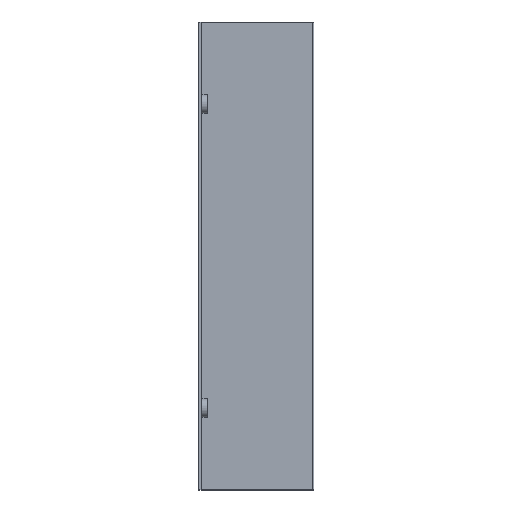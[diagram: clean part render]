
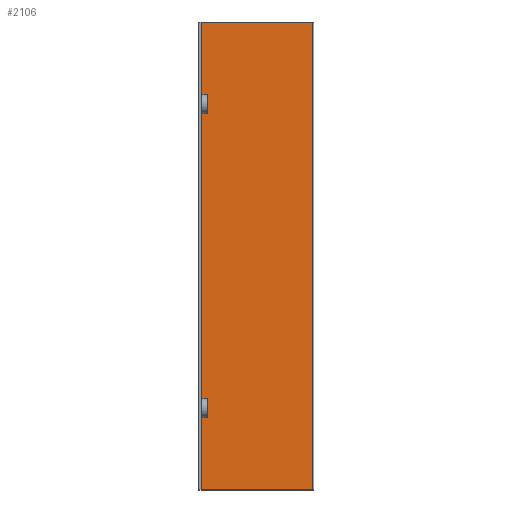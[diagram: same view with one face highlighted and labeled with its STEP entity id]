
A CAD part, front view. The second image highlights one B-rep face of the part: STEP entity #2106.
In plain terms, the highlighted planar face has unit normal (0, -1, 0).
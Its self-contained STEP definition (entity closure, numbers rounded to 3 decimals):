
#566=ORIENTED_EDGE('',*,*,#1042,.T.);
#567=ORIENTED_EDGE('',*,*,#984,.T.);
#568=ORIENTED_EDGE('',*,*,#1043,.F.);
#569=ORIENTED_EDGE('',*,*,#1044,.F.);
#570=ORIENTED_EDGE('',*,*,#873,.F.);
#571=ORIENTED_EDGE('',*,*,#1045,.T.);
#572=ORIENTED_EDGE('',*,*,#1046,.T.);
#573=ORIENTED_EDGE('',*,*,#1047,.T.);
#574=ORIENTED_EDGE('',*,*,#869,.F.);
#575=ORIENTED_EDGE('',*,*,#1048,.F.);
#576=ORIENTED_EDGE('',*,*,#1049,.T.);
#577=ORIENTED_EDGE('',*,*,#996,.T.);
#578=ORIENTED_EDGE('',*,*,#1050,.F.);
#579=ORIENTED_EDGE('',*,*,#1051,.F.);
#580=ORIENTED_EDGE('',*,*,#865,.F.);
#581=ORIENTED_EDGE('',*,*,#1007,.F.);
#582=ORIENTED_EDGE('',*,*,#1052,.T.);
#583=ORIENTED_EDGE('',*,*,#1003,.T.);
#584=ORIENTED_EDGE('',*,*,#1053,.F.);
#585=ORIENTED_EDGE('',*,*,#1005,.F.);
#586=ORIENTED_EDGE('',*,*,#877,.F.);
#587=ORIENTED_EDGE('',*,*,#1054,.F.);
#865=EDGE_CURVE('',#1168,#1169,#1338,.T.);
#869=EDGE_CURVE('',#1172,#1173,#1342,.T.);
#873=EDGE_CURVE('',#1176,#1177,#1346,.T.);
#877=EDGE_CURVE('',#1180,#1181,#1350,.T.);
#984=EDGE_CURVE('',#1184,#1234,#1428,.F.);
#996=EDGE_CURVE('',#1146,#1237,#1433,.F.);
#1003=EDGE_CURVE('',#1188,#1242,#1436,.F.);
#1005=EDGE_CURVE('',#1181,#1246,#1438,.T.);
#1007=EDGE_CURVE('',#1247,#1168,#1440,.T.);
#1042=EDGE_CURVE('',#1281,#1184,#1471,.T.);
#1043=EDGE_CURVE('',#1282,#1234,#1472,.T.);
#1044=EDGE_CURVE('',#1177,#1282,#1473,.T.);
#1045=EDGE_CURVE('',#1176,#1283,#1474,.T.);
#1046=EDGE_CURVE('',#1283,#1284,#1475,.T.);
#1047=EDGE_CURVE('',#1284,#1173,#1476,.F.);
#1048=EDGE_CURVE('',#1285,#1172,#1477,.T.);
#1049=EDGE_CURVE('',#1285,#1146,#1478,.T.);
#1050=EDGE_CURVE('',#1286,#1237,#1479,.T.);
#1051=EDGE_CURVE('',#1169,#1286,#1480,.T.);
#1052=EDGE_CURVE('',#1247,#1188,#1481,.T.);
#1053=EDGE_CURVE('',#1246,#1242,#1482,.T.);
#1054=EDGE_CURVE('',#1281,#1180,#1483,.T.);
#1146=VERTEX_POINT('',#3107);
#1168=VERTEX_POINT('',#3153);
#1169=VERTEX_POINT('',#3155);
#1172=VERTEX_POINT('',#3161);
#1173=VERTEX_POINT('',#3163);
#1176=VERTEX_POINT('',#3169);
#1177=VERTEX_POINT('',#3171);
#1180=VERTEX_POINT('',#3177);
#1181=VERTEX_POINT('',#3179);
#1184=VERTEX_POINT('',#3186);
#1188=VERTEX_POINT('',#3195);
#1234=VERTEX_POINT('',#3303);
#1237=VERTEX_POINT('',#3313);
#1242=VERTEX_POINT('',#3332);
#1246=VERTEX_POINT('',#3428);
#1247=VERTEX_POINT('',#3432);
#1281=VERTEX_POINT('',#3505);
#1282=VERTEX_POINT('',#3507);
#1283=VERTEX_POINT('',#3510);
#1284=VERTEX_POINT('',#3512);
#1285=VERTEX_POINT('',#3515);
#1286=VERTEX_POINT('',#3518);
#1338=LINE('',#3154,#1531);
#1342=LINE('',#3162,#1535);
#1346=LINE('',#3170,#1539);
#1350=LINE('',#3178,#1543);
#1428=LINE('',#3391,#1621);
#1433=LINE('',#3410,#1626);
#1436=LINE('',#3421,#1629);
#1438=LINE('',#3427,#1631);
#1440=LINE('',#3431,#1633);
#1471=LINE('',#3504,#1664);
#1472=LINE('',#3506,#1665);
#1473=LINE('',#3508,#1666);
#1474=LINE('',#3509,#1667);
#1475=LINE('',#3511,#1668);
#1476=LINE('',#3513,#1669);
#1477=LINE('',#3514,#1670);
#1478=LINE('',#3516,#1671);
#1479=LINE('',#3517,#1672);
#1480=LINE('',#3519,#1673);
#1481=LINE('',#3520,#1674);
#1482=LINE('',#3521,#1675);
#1483=LINE('',#3522,#1676);
#1531=VECTOR('',#2471,1000.);
#1535=VECTOR('',#2475,1000.);
#1539=VECTOR('',#2479,1000.);
#1543=VECTOR('',#2483,1000.);
#1621=VECTOR('',#2703,1000.);
#1626=VECTOR('',#2736,1000.);
#1629=VECTOR('',#2755,1000.);
#1631=VECTOR('',#2763,1000.);
#1633=VECTOR('',#2767,1000.);
#1664=VECTOR('',#2814,1000.);
#1665=VECTOR('',#2815,1000.);
#1666=VECTOR('',#2816,1000.);
#1667=VECTOR('',#2817,1000.);
#1668=VECTOR('',#2818,1000.);
#1669=VECTOR('',#2819,1000.);
#1670=VECTOR('',#2820,1000.);
#1671=VECTOR('',#2821,1000.);
#1672=VECTOR('',#2822,1000.);
#1673=VECTOR('',#2823,1000.);
#1674=VECTOR('',#2824,1000.);
#1675=VECTOR('',#2825,1000.);
#1676=VECTOR('',#2826,1000.);
#1777=EDGE_LOOP('',(#566,#567,#568,#569,#570,#571,#572,#573,#574,#575,#576,
#577,#578,#579,#580,#581,#582,#583,#584,#585,#586,#587));
#1924=FACE_BOUND('',#1777,.T.);
#2024=PLANE('',#2312);
#2106=ADVANCED_FACE('',(#1924),#2024,.T.);
#2312=AXIS2_PLACEMENT_3D('',#3503,#2812,#2813);
#2471=DIRECTION('',(0.,0.,1.));
#2475=DIRECTION('',(0.,0.,1.));
#2479=DIRECTION('',(0.,0.,1.));
#2483=DIRECTION('',(0.,0.,1.));
#2703=DIRECTION('',(0.,0.,1.));
#2736=DIRECTION('',(0.,0.,1.));
#2755=DIRECTION('',(0.,0.,1.));
#2763=DIRECTION('',(0.,0.,1.));
#2767=DIRECTION('',(0.,0.,1.));
#2812=DIRECTION('',(0.,-1.,0.));
#2813=DIRECTION('',(1.,0.,0.));
#2814=DIRECTION('',(-1.,0.,0.));
#2815=DIRECTION('',(-1.,0.,0.));
#2816=DIRECTION('',(0.,0.,1.));
#2817=DIRECTION('',(1.,0.,0.));
#2818=DIRECTION('',(0.,0.,1.));
#2819=DIRECTION('',(1.,0.,0.));
#2820=DIRECTION('',(0.,0.,1.));
#2821=DIRECTION('',(-1.,0.,0.));
#2822=DIRECTION('',(-1.,0.,0.));
#2823=DIRECTION('',(0.,0.,1.));
#2824=DIRECTION('',(-1.,0.,0.));
#2825=DIRECTION('',(-1.,0.,0.));
#2826=DIRECTION('',(0.,0.,1.));
#3107=CARTESIAN_POINT('',(2.7,13.8,170.));
#3153=CARTESIAN_POINT('',(3.,13.8,5.5));
#3154=CARTESIAN_POINT('',(3.,13.8,-200.));
#3155=CARTESIAN_POINT('',(3.,13.8,159.5));
#3161=CARTESIAN_POINT('',(3.,13.8,170.5));
#3162=CARTESIAN_POINT('',(3.,13.8,-200.));
#3163=CARTESIAN_POINT('',(3.,13.8,199.7));
#3169=CARTESIAN_POINT('',(3.,13.8,-199.7));
#3170=CARTESIAN_POINT('',(3.,13.8,-200.));
#3171=CARTESIAN_POINT('',(3.,13.8,-170.5));
#3177=CARTESIAN_POINT('',(3.,13.8,-159.5));
#3178=CARTESIAN_POINT('',(3.,13.8,-200.));
#3179=CARTESIAN_POINT('',(3.,13.8,-5.5));
#3186=CARTESIAN_POINT('',(2.7,13.8,-160.));
#3195=CARTESIAN_POINT('',(2.7,13.8,5.));
#3303=CARTESIAN_POINT('',(2.7,13.8,-170.));
#3313=CARTESIAN_POINT('',(2.7,13.8,160.));
#3332=CARTESIAN_POINT('',(2.7,13.8,-5.));
#3391=CARTESIAN_POINT('',(2.7,13.8,-5.2));
#3410=CARTESIAN_POINT('',(2.7,13.8,-5.2));
#3421=CARTESIAN_POINT('',(2.7,13.8,-5.2));
#3427=CARTESIAN_POINT('',(3.,13.8,-200.));
#3428=CARTESIAN_POINT('',(3.,13.8,-5.));
#3431=CARTESIAN_POINT('',(3.,13.8,-200.));
#3432=CARTESIAN_POINT('',(3.,13.8,5.));
#3503=CARTESIAN_POINT('',(3.,13.8,-200.));
#3504=CARTESIAN_POINT('',(3.,13.8,-160.));
#3505=CARTESIAN_POINT('',(3.,13.8,-160.));
#3506=CARTESIAN_POINT('',(3.,13.8,-170.));
#3507=CARTESIAN_POINT('',(3.,13.8,-170.));
#3508=CARTESIAN_POINT('',(3.,13.8,-200.));
#3509=CARTESIAN_POINT('',(98.,13.8,-199.7));
#3510=CARTESIAN_POINT('',(98.,13.8,-199.7));
#3511=CARTESIAN_POINT('',(98.,13.8,-200.));
#3512=CARTESIAN_POINT('',(98.,13.8,199.7));
#3513=CARTESIAN_POINT('',(3.,13.8,199.7));
#3514=CARTESIAN_POINT('',(3.,13.8,-200.));
#3515=CARTESIAN_POINT('',(3.,13.8,170.));
#3516=CARTESIAN_POINT('',(3.,13.8,170.));
#3517=CARTESIAN_POINT('',(3.,13.8,160.));
#3518=CARTESIAN_POINT('',(3.,13.8,160.));
#3519=CARTESIAN_POINT('',(3.,13.8,-200.));
#3520=CARTESIAN_POINT('',(3.,13.8,5.));
#3521=CARTESIAN_POINT('',(3.,13.8,-5.));
#3522=CARTESIAN_POINT('',(3.,13.8,-200.));
